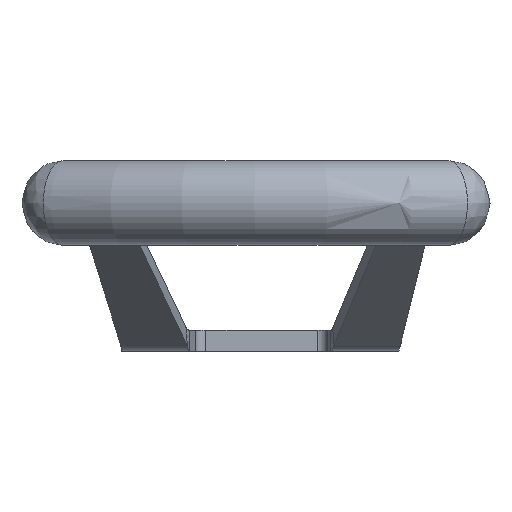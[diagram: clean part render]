
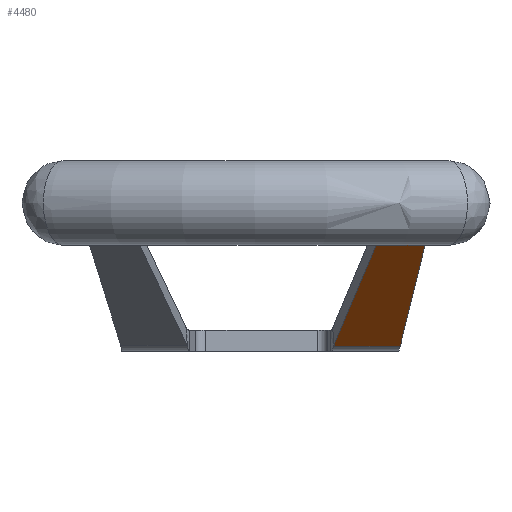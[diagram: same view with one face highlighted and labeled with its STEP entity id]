
A CAD part, left-side view. The second image highlights one B-rep face of the part: STEP entity #4480.
In plain terms, the highlighted planar face has unit normal (-0.498, -0.044, -0.866).
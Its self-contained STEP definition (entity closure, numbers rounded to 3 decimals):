
#3039 = TOROIDAL_SURFACE('',#3040,127.,12.7);
#3040 = AXIS2_PLACEMENT_3D('',#3041,#3042,#3043);
#3041 = CARTESIAN_POINT('',(0.,0.,44.45));
#3042 = DIRECTION('',(0.,0.,-1.));
#3043 = DIRECTION('',(-0.834,0.552,0.));
#3686 = VERTEX_POINT('',#3687);
#3687 = CARTESIAN_POINT('',(-106.304,-49.78,
    36.156));
#3713 = PLANE('',#3714);
#3714 = AXIS2_PLACEMENT_3D('',#3715,#3716,#3717);
#3715 = CARTESIAN_POINT('',(-46.945,-41.267,1.588));
#3716 = DIRECTION('',(0.128,-0.991,-0.024)
  );
#3717 = DIRECTION('',(-0.858,-0.123,0.499));
#3730 = EDGE_CURVE('',#3686,#3731,#3733,.T.);
#3731 = VERTEX_POINT('',#3732);
#3732 = CARTESIAN_POINT('',(-110.287,-36.567,
    37.783));
#3733 = SURFACE_CURVE('',#3734,(#3744,#3757),.PCURVE_S1.);
#3734 = B_SPLINE_CURVE_WITH_KNOTS('',8,(#3735,#3736,#3737,#3738,#3739,
    #3740,#3741,#3742,#3743),.UNSPECIFIED.,.F.,.F.,(9,9),(0.,1.),
  .PIECEWISE_BEZIER_KNOTS.);
#3735 = CARTESIAN_POINT('',(-105.654,-51.704,
    35.88));
#3736 = CARTESIAN_POINT('',(-106.788,-48.38,
    36.365));
#3737 = CARTESIAN_POINT('',(-107.882,-45.037,
    36.826));
#3738 = CARTESIAN_POINT('',(-108.923,-41.673,
    37.255));
#3739 = CARTESIAN_POINT('',(-109.9,-38.285,
    37.647));
#3740 = CARTESIAN_POINT('',(-110.807,-34.872,
    37.996));
#3741 = CARTESIAN_POINT('',(-111.634,-31.434,
    38.299));
#3742 = CARTESIAN_POINT('',(-112.375,-27.974,
    38.551));
#3743 = CARTESIAN_POINT('',(-113.027,-24.493,
    38.751));
#3744 = PCURVE('',#3039,#3745);
#3745 = DEFINITIONAL_REPRESENTATION('',(#3746),#3756);
#3746 = B_SPLINE_CURVE_WITH_KNOTS('',8,(#3747,#3748,#3749,#3750,#3751,
    #3752,#3753,#3754,#3755),.UNSPECIFIED.,.F.,.F.,(9,9),(0.,1.),
  .PIECEWISE_BEZIER_KNOTS.);
#3747 = CARTESIAN_POINT('',(-1.04,2.401));
#3748 = CARTESIAN_POINT('',(-1.01,2.453));
#3749 = CARTESIAN_POINT('',(-0.98,2.499));
#3750 = CARTESIAN_POINT('',(-0.95,2.54));
#3751 = CARTESIAN_POINT('',(-0.92,2.577));
#3752 = CARTESIAN_POINT('',(-0.89,2.609));
#3753 = CARTESIAN_POINT('',(-0.859,2.636));
#3754 = CARTESIAN_POINT('',(-0.829,2.659));
#3755 = CARTESIAN_POINT('',(-0.798,2.676));
#3756 = ( GEOMETRIC_REPRESENTATION_CONTEXT(2) 
PARAMETRIC_REPRESENTATION_CONTEXT() REPRESENTATION_CONTEXT('2D SPACE',''
  ) );
#3757 = PCURVE('',#3758,#3763);
#3758 = PLANE('',#3759);
#3759 = AXIS2_PLACEMENT_3D('',#3760,#3761,#3762);
#3760 = CARTESIAN_POINT('',(-84.231,-38.392,
    22.888));
#3761 = DIRECTION('',(0.498,0.044,0.866)
  );
#3762 = DIRECTION('',(0.863,0.075,-0.5));
#3763 = DEFINITIONAL_REPRESENTATION('',(#3764),#3774);
#3764 = B_SPLINE_CURVE_WITH_KNOTS('',8,(#3765,#3766,#3767,#3768,#3769,
    #3770,#3771,#3772,#3773),.UNSPECIFIED.,.F.,.F.,(9,9),(0.,1.),
  .PIECEWISE_BEZIER_KNOTS.);
#3765 = CARTESIAN_POINT('',(-25.983,-11.395));
#3766 = CARTESIAN_POINT('',(-26.953,-7.984));
#3767 = CARTESIAN_POINT('',(-27.875,-4.559));
#3768 = CARTESIAN_POINT('',(-28.733,-1.117));
#3769 = CARTESIAN_POINT('',(-29.517,2.343));
#3770 = CARTESIAN_POINT('',(-30.216,5.822));
#3771 = CARTESIAN_POINT('',(-30.821,9.319));
#3772 = CARTESIAN_POINT('',(-31.326,12.831));
#3773 = CARTESIAN_POINT('',(-31.726,16.355));
#3774 = ( GEOMETRIC_REPRESENTATION_CONTEXT(2) 
PARAMETRIC_REPRESENTATION_CONTEXT() REPRESENTATION_CONTEXT('2D SPACE',''
  ) );
#3802 = PLANE('',#3803);
#3803 = AXIS2_PLACEMENT_3D('',#3804,#3805,#3806);
#3804 = CARTESIAN_POINT('',(-48.691,-21.303,1.588));
#3805 = DIRECTION('',(0.203,-0.977,-0.067
    ));
#3806 = DIRECTION('',(-0.843,-0.209,0.495));
#4279 = EDGE_CURVE('',#4280,#3686,#4282,.T.);
#4280 = VERTEX_POINT('',#4281);
#4281 = CARTESIAN_POINT('',(-46.945,-41.267,1.588));
#4282 = SURFACE_CURVE('',#4283,(#4287,#4294),.PCURVE_S1.);
#4283 = LINE('',#4284,#4285);
#4284 = CARTESIAN_POINT('',(-46.945,-41.267,1.588));
#4285 = VECTOR('',#4286,1.);
#4286 = DIRECTION('',(-0.858,-0.123,0.499));
#4287 = PCURVE('',#3713,#4288);
#4288 = DEFINITIONAL_REPRESENTATION('',(#4289),#4293);
#4289 = LINE('',#4290,#4291);
#4290 = CARTESIAN_POINT('',(0.,0.));
#4291 = VECTOR('',#4292,1.);
#4292 = DIRECTION('',(1.,0.));
#4293 = ( GEOMETRIC_REPRESENTATION_CONTEXT(2) 
PARAMETRIC_REPRESENTATION_CONTEXT() REPRESENTATION_CONTEXT('2D SPACE',''
  ) );
#4294 = PCURVE('',#3758,#4295);
#4295 = DEFINITIONAL_REPRESENTATION('',(#4296),#4300);
#4296 = LINE('',#4297,#4298);
#4297 = CARTESIAN_POINT('',(42.601,-6.114));
#4298 = VECTOR('',#4299,1.);
#4299 = DIRECTION('',(-0.999,-0.048));
#4300 = ( GEOMETRIC_REPRESENTATION_CONTEXT(2) 
PARAMETRIC_REPRESENTATION_CONTEXT() REPRESENTATION_CONTEXT('2D SPACE',''
  ) );
#4423 = EDGE_CURVE('',#4424,#3731,#4426,.T.);
#4424 = VERTEX_POINT('',#4425);
#4425 = CARTESIAN_POINT('',(-48.691,-21.303,1.588));
#4426 = SURFACE_CURVE('',#4427,(#4431,#4438),.PCURVE_S1.);
#4427 = LINE('',#4428,#4429);
#4428 = CARTESIAN_POINT('',(-48.691,-21.303,1.588));
#4429 = VECTOR('',#4430,1.);
#4430 = DIRECTION('',(-0.843,-0.209,0.495));
#4431 = PCURVE('',#3802,#4432);
#4432 = DEFINITIONAL_REPRESENTATION('',(#4433),#4437);
#4433 = LINE('',#4434,#4435);
#4434 = CARTESIAN_POINT('',(0.,0.));
#4435 = VECTOR('',#4436,1.);
#4436 = DIRECTION('',(1.,0.));
#4437 = ( GEOMETRIC_REPRESENTATION_CONTEXT(2) 
PARAMETRIC_REPRESENTATION_CONTEXT() REPRESENTATION_CONTEXT('2D SPACE',''
  ) );
#4438 = PCURVE('',#3758,#4439);
#4439 = DEFINITIONAL_REPRESENTATION('',(#4440),#4444);
#4440 = LINE('',#4441,#4442);
#4441 = CARTESIAN_POINT('',(42.601,13.926));
#4442 = VECTOR('',#4443,1.);
#4443 = DIRECTION('',(-0.991,-0.135));
#4444 = ( GEOMETRIC_REPRESENTATION_CONTEXT(2) 
PARAMETRIC_REPRESENTATION_CONTEXT() REPRESENTATION_CONTEXT('2D SPACE',''
  ) );
#4480 = ADVANCED_FACE('',(#4481),#3758,.F.);
#4481 = FACE_BOUND('',#4482,.F.);
#4482 = EDGE_LOOP('',(#4483,#4516,#4517,#4518));
#4483 = ORIENTED_EDGE('',*,*,#4484,.F.);
#4484 = EDGE_CURVE('',#4424,#4280,#4485,.T.);
#4485 = SURFACE_CURVE('',#4486,(#4490,#4497),.PCURVE_S1.);
#4486 = LINE('',#4487,#4488);
#4487 = CARTESIAN_POINT('',(-48.691,-21.303,1.588));
#4488 = VECTOR('',#4489,1.);
#4489 = DIRECTION('',(0.087,-0.996,0.));
#4490 = PCURVE('',#3758,#4491);
#4491 = DEFINITIONAL_REPRESENTATION('',(#4492),#4496);
#4492 = LINE('',#4493,#4494);
#4493 = CARTESIAN_POINT('',(42.601,13.926));
#4494 = VECTOR('',#4495,1.);
#4495 = DIRECTION('',(0.,-1.));
#4496 = ( GEOMETRIC_REPRESENTATION_CONTEXT(2) 
PARAMETRIC_REPRESENTATION_CONTEXT() REPRESENTATION_CONTEXT('2D SPACE',''
  ) );
#4497 = PCURVE('',#4498,#4511);
#4498 = B_SPLINE_SURFACE_WITH_KNOTS('',1,5,(
    (#4499,#4500,#4501,#4502,#4503,#4504)
    ,(#4505,#4506,#4507,#4508,#4509,#4510
    )),.UNSPECIFIED.,.F.,.F.,.F.,(2,2),(6,6),(2.,3.),(4.102,
    4.712),.PIECEWISE_BEZIER_KNOTS.);
#4499 = CARTESIAN_POINT('',(-48.691,-21.303,1.588));
#4500 = CARTESIAN_POINT('',(-47.637,-21.124,0.91
    ));
#4501 = CARTESIAN_POINT('',(-46.486,-20.937,0.401)
  );
#4502 = CARTESIAN_POINT('',(-45.275,-20.744,
    0.076));
#4503 = CARTESIAN_POINT('',(-44.042,-20.55,
    -0.055));
#4504 = CARTESIAN_POINT('',(-42.827,-20.357,
    0.));
#4505 = CARTESIAN_POINT('',(-46.945,-41.267,1.588));
#4506 = CARTESIAN_POINT('',(-45.885,-41.144,
    0.91));
#4507 = CARTESIAN_POINT('',(-44.73,-41.012,
    0.401));
#4508 = CARTESIAN_POINT('',(-43.514,-40.875,
    0.076));
#4509 = CARTESIAN_POINT('',(-42.276,-40.737,
    -0.055));
#4510 = CARTESIAN_POINT('',(-41.056,-40.599,
    0.));
#4511 = DEFINITIONAL_REPRESENTATION('',(#4512),#4515);
#4512 = B_SPLINE_CURVE_WITH_KNOTS('',1,(#4513,#4514),.UNSPECIFIED.,.F.,
  .F.,(2,2),(0.,20.04),.PIECEWISE_BEZIER_KNOTS.);
#4513 = CARTESIAN_POINT('',(2.,4.102));
#4514 = CARTESIAN_POINT('',(3.,4.102));
#4515 = ( GEOMETRIC_REPRESENTATION_CONTEXT(2) 
PARAMETRIC_REPRESENTATION_CONTEXT() REPRESENTATION_CONTEXT('2D SPACE',''
  ) );
#4516 = ORIENTED_EDGE('',*,*,#4423,.T.);
#4517 = ORIENTED_EDGE('',*,*,#3730,.F.);
#4518 = ORIENTED_EDGE('',*,*,#4279,.F.);
